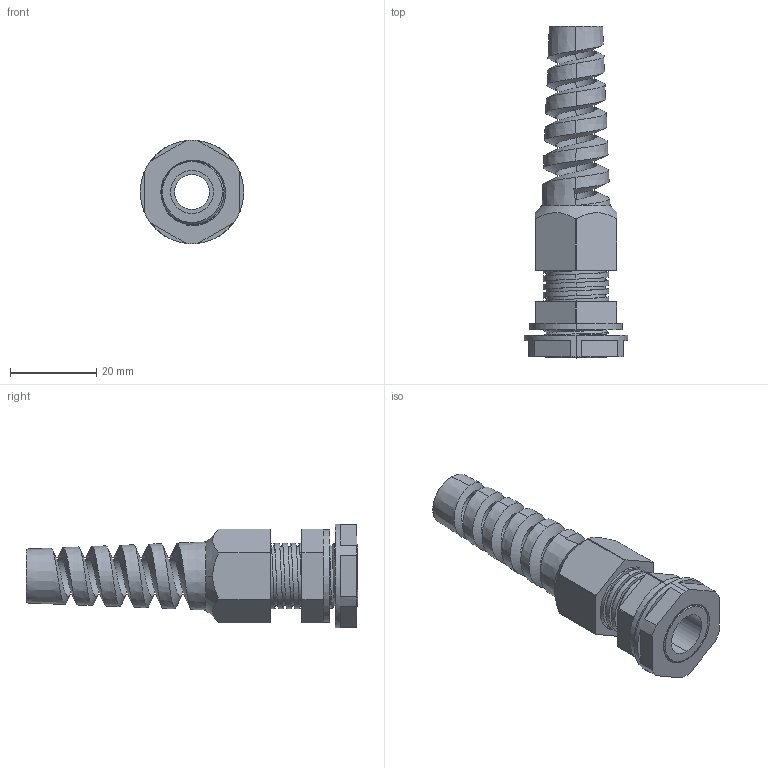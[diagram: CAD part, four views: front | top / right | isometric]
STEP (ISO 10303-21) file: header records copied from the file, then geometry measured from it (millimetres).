
FILE_DESCRIPTION (( 'STEP AP203' ), '1' );
FILE_NAME ('BSSPX-12-W.step', '2016-02-11T13:31:37', ( '' ), ( '' ), 'SwSTEP 2.0', 'SolidWorks 2015', '' );
FILE_SCHEMA (( 'CONFIG_CONTROL_DESIGN' ));
Length unit declared in the file: millimetre
Products named in the file (1): BSSPX-12-W
Bounding box: 24 x 77 x 24 mm (x, y, z)
Volume: 9320.2 mm3; surface area: 11358.6 mm2
Topology: 5 solids, 5 shells, 225 faces, 634 edges, 421 vertices
Faces by surface type: plane 103, cylinder 88, cone 18, bspline 14, torus 2
Entity records: 13439 total; most frequent: CARTESIAN_POINT 7924, ORIENTED_EDGE 1268, DIRECTION 1031, EDGE_CURVE 634, VERTEX_POINT 421, AXIS2_PLACEMENT_3D 376, VECTOR 279, LINE 279
